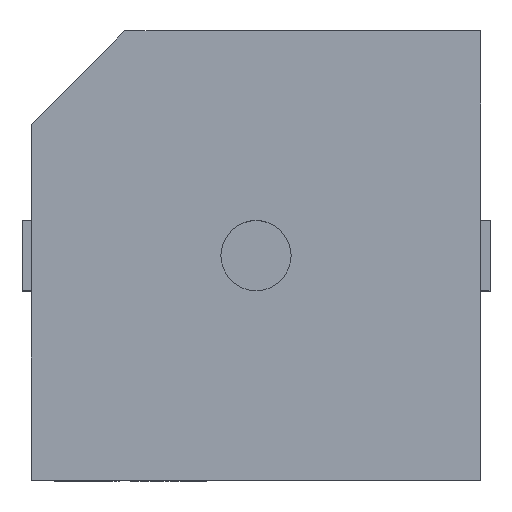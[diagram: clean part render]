
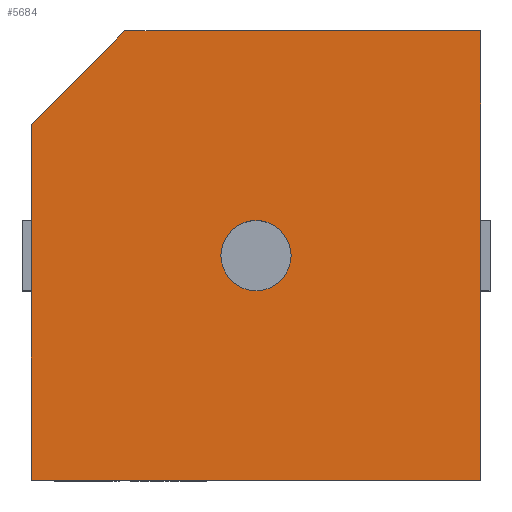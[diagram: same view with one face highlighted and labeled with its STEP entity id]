
A CAD part, top view. The second image highlights one B-rep face of the part: STEP entity #5684.
In plain terms, the highlighted planar face has unit normal (0, 0, 1).
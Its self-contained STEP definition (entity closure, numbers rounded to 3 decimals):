
#376=FACE_BOUND('',#934,.T.);
#393=PLANE('',#6066);
#597=FACE_OUTER_BOUND('',#933,.T.);
#933=EDGE_LOOP('',(#4191,#4192,#4193,#4194,#4195));
#934=EDGE_LOOP('',(#4196));
#1258=LINE('',#7579,#1877);
#1401=LINE('',#8329,#2020);
#1406=LINE('',#8338,#2025);
#1408=LINE('',#8342,#2027);
#1414=LINE('',#8353,#2033);
#1877=VECTOR('',#6353,1.);
#2020=VECTOR('',#6562,1.);
#2025=VECTOR('',#6569,1.);
#2027=VECTOR('',#6573,1.);
#2033=VECTOR('',#6581,1.);
#2496=CIRCLE('',#6028,0.75);
#2506=VERTEX_POINT('',#7569);
#2509=VERTEX_POINT('',#7576);
#2510=VERTEX_POINT('',#7578);
#2738=VERTEX_POINT('',#8327);
#2741=VERTEX_POINT('',#8336);
#2742=VERTEX_POINT('',#8340);
#3075=EDGE_CURVE('',#2506,#2506,#2496,.T.);
#3078=EDGE_CURVE('',#2510,#2509,#1258,.T.);
#3309=EDGE_CURVE('',#2509,#2738,#1401,.T.);
#3314=EDGE_CURVE('',#2738,#2741,#1406,.T.);
#3316=EDGE_CURVE('',#2741,#2742,#1408,.T.);
#3322=EDGE_CURVE('',#2742,#2510,#1414,.T.);
#4191=ORIENTED_EDGE('',*,*,#3309,.T.);
#4192=ORIENTED_EDGE('',*,*,#3314,.T.);
#4193=ORIENTED_EDGE('',*,*,#3316,.T.);
#4194=ORIENTED_EDGE('',*,*,#3322,.T.);
#4195=ORIENTED_EDGE('',*,*,#3078,.T.);
#4196=ORIENTED_EDGE('',*,*,#3075,.F.);
#5684=ADVANCED_FACE('',(#597,#376),#393,.F.);
#6028=AXIS2_PLACEMENT_3D('',#7571,#6347,#6348);
#6066=AXIS2_PLACEMENT_3D('',#8354,#6582,#6583);
#6347=DIRECTION('center_axis',(0.,0.,1.));
#6348=DIRECTION('ref_axis',(1.,0.,0.));
#6353=DIRECTION('',(1.,0.,0.));
#6562=DIRECTION('',(0.,1.,0.));
#6569=DIRECTION('',(-1.,0.,0.));
#6573=DIRECTION('',(-0.707,-0.707,0.));
#6581=DIRECTION('',(0.,-1.,0.));
#6582=DIRECTION('center_axis',(0.,0.,-1.));
#6583=DIRECTION('ref_axis',(-1.,0.,0.));
#7569=CARTESIAN_POINT('',(-0.75,0.,4.95));
#7571=CARTESIAN_POINT('Origin',(0.,0.,4.95));
#7576=CARTESIAN_POINT('',(4.8,-4.8,4.95));
#7578=CARTESIAN_POINT('',(-4.8,-4.8,4.95));
#7579=CARTESIAN_POINT('',(-4.8,-4.8,4.95));
#8327=CARTESIAN_POINT('',(4.8,4.8,4.95));
#8329=CARTESIAN_POINT('',(4.8,-4.8,4.95));
#8336=CARTESIAN_POINT('',(-2.8,4.8,4.95));
#8338=CARTESIAN_POINT('',(-2.8,4.8,4.95));
#8340=CARTESIAN_POINT('',(-4.8,2.8,4.95));
#8342=CARTESIAN_POINT('',(-4.8,2.8,4.95));
#8353=CARTESIAN_POINT('',(-4.8,-4.8,4.95));
#8354=CARTESIAN_POINT('Origin',(0.,0.,4.95));
